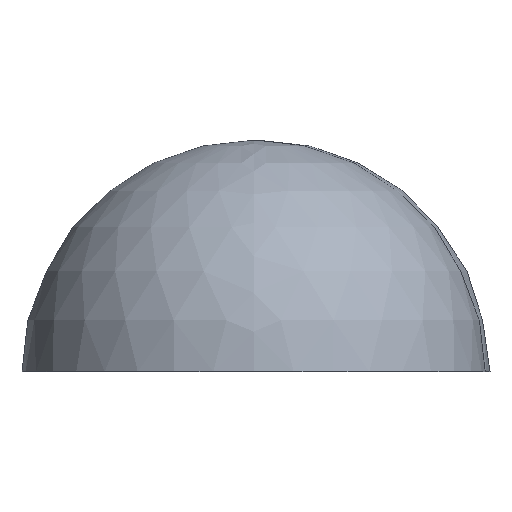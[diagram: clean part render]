
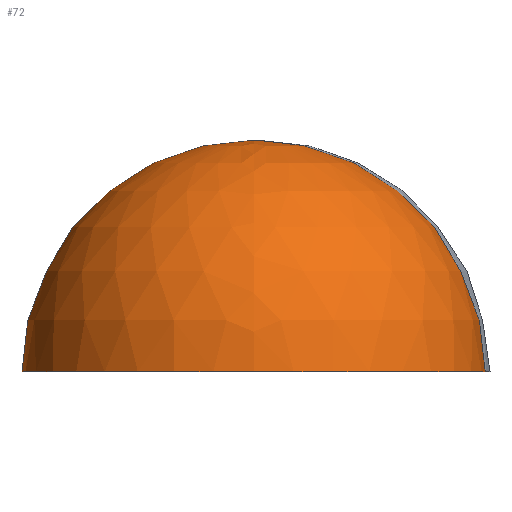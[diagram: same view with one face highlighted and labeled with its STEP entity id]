
A CAD part, left-side view. The second image highlights one B-rep face of the part: STEP entity #72.
In plain terms, the highlighted spherical face has radius 45 mm.
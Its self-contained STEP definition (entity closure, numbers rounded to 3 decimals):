
#32=FACE_OUTER_BOUND('',#36,.T.);
#36=EDGE_LOOP('',(#63,#64,#65,#66));
#40=CIRCLE('',#107,45.);
#41=CIRCLE('',#108,45.);
#42=CIRCLE('',#110,45.);
#46=VERTEX_POINT('',#155);
#47=VERTEX_POINT('',#156);
#48=VERTEX_POINT('',#160);
#52=EDGE_CURVE('',#46,#47,#40,.T.);
#53=EDGE_CURVE('',#47,#46,#41,.T.);
#54=EDGE_CURVE('',#48,#47,#42,.T.);
#63=ORIENTED_EDGE('',*,*,#52,.T.);
#64=ORIENTED_EDGE('',*,*,#54,.F.);
#65=ORIENTED_EDGE('',*,*,#54,.T.);
#66=ORIENTED_EDGE('',*,*,#53,.T.);
#68=SPHERICAL_SURFACE('',#109,45.);
#72=ADVANCED_FACE('',(#32),#68,.T.);
#107=AXIS2_PLACEMENT_3D('',#157,#131,#132);
#108=AXIS2_PLACEMENT_3D('',#158,#133,#134);
#109=AXIS2_PLACEMENT_3D('',#159,#135,#136);
#110=AXIS2_PLACEMENT_3D('',#161,#137,#138);
#131=DIRECTION('center_axis',(0.,0.,1.));
#132=DIRECTION('ref_axis',(0.,1.,0.));
#133=DIRECTION('center_axis',(0.,0.,1.));
#134=DIRECTION('ref_axis',(0.,1.,0.));
#135=DIRECTION('center_axis',(0.,0.,1.));
#136=DIRECTION('ref_axis',(1.,0.,0.));
#137=DIRECTION('center_axis',(0.,-1.,0.));
#138=DIRECTION('ref_axis',(-1.,0.,0.));
#155=CARTESIAN_POINT('',(20.,-20.,0.));
#156=CARTESIAN_POINT('',(-25.,25.,0.));
#157=CARTESIAN_POINT('Origin',(20.,25.,0.));
#158=CARTESIAN_POINT('Origin',(20.,25.,0.));
#159=CARTESIAN_POINT('Origin',(20.,25.,0.));
#160=CARTESIAN_POINT('',(20.,25.,45.));
#161=CARTESIAN_POINT('Origin',(20.,25.,0.));
